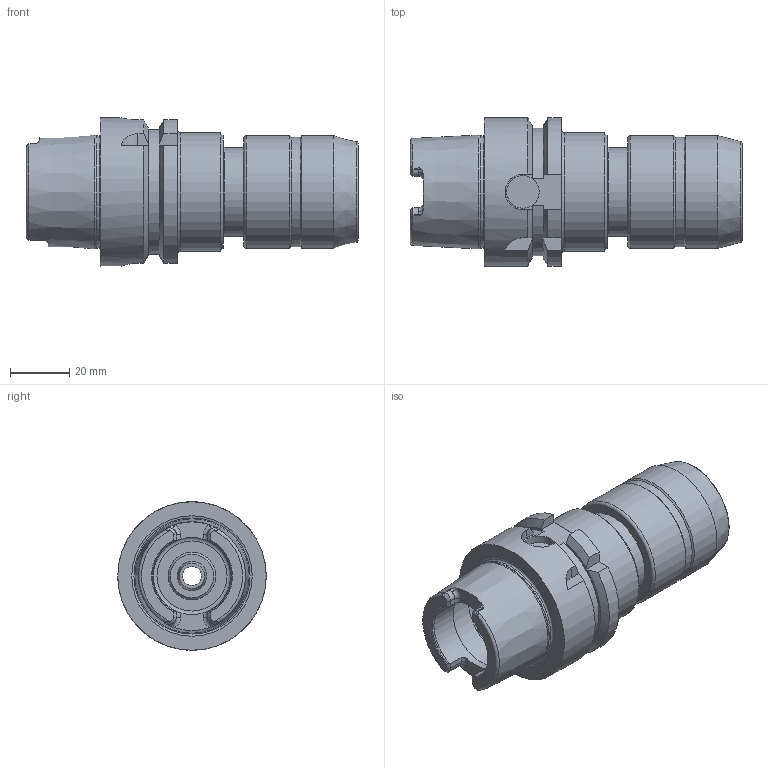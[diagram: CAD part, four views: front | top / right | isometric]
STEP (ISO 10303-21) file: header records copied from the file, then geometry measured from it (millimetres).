
FILE_DESCRIPTION((''),'2;1');
FILE_NAME('552014001080-3D.stp','2020-07-03T13:15:33',('nttooll'),(''),'Autodesk Inventor 2012','Autodesk Inventor 2012','');
FILE_SCHEMA(('AUTOMOTIVE_DESIGN { 1 0 10303 214 1 1 1 1 }'));
Length unit declared in the file: millimetre
Products named in the file (1): 552014001080-3D
Bounding box: 111.8 x 50 x 50 mm (x, y, z)
Volume: 98766 mm3; surface area: 27791.5 mm2
Topology: 1 solids, 1 shells, 145 faces, 344 edges, 212 vertices
Faces by surface type: plane 56, cylinder 41, cone 28, torus 20
Full cylindrical faces by diameter (mm): 6.4 x1, 6.8 x1, 9.5 x1, 10 x1, 11 x1, 16 x1, 19 x1, 19.4 x1, 26 x2, 26.6 x1, 30 x1, 30.2 x1, 32 x1, 37 x1, 37.9 x1, 38 x2, 40 x1, 50 x1
Entity records: 4086 total; most frequent: CARTESIAN_POINT 904, DIRECTION 684, ORIENTED_EDGE 592, EDGE_CURVE 296, AXIS2_PLACEMENT_3D 286, VERTEX_POINT 208, EDGE_LOOP 202, FACE_OUTER_BOUND 145
